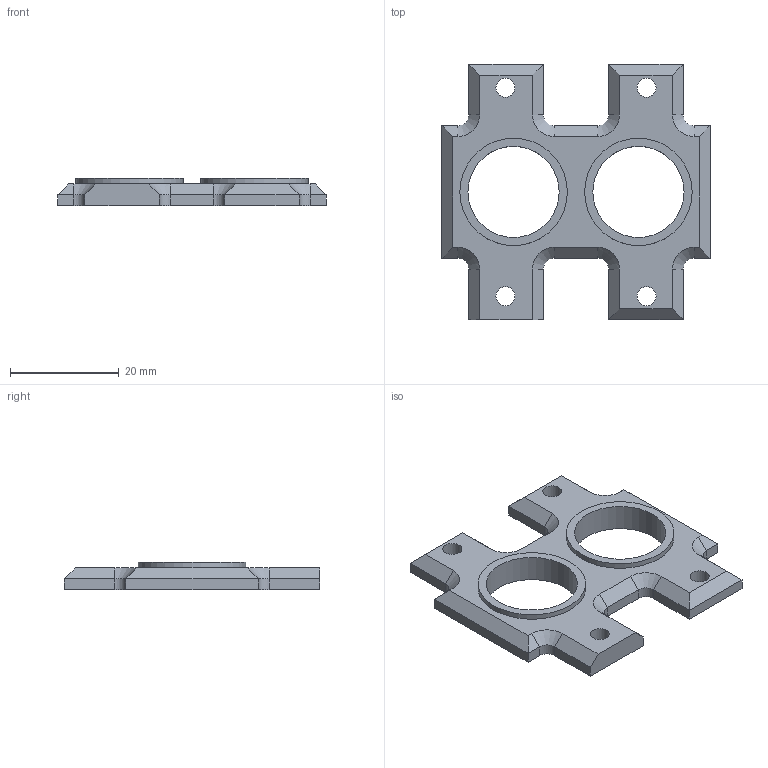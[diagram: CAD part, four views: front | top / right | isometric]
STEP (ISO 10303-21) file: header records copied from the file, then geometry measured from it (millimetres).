
FILE_DESCRIPTION(/* description */ (''),/* implementation_level */ '2;1');
FILE_NAME(/* name */ 'ODM_SERVO_HOLDER.stp',/* time_stamp */ '2024-10-19T10:57:41-05:00',/* author */ ('yulio'),/* organization */ (''),/* preprocessor_version */ 'ST-DEVELOPER v20',/* originating_system */ 'Autodesk Inventor 2024',/* authorisation */ '');
FILE_SCHEMA (('AUTOMOTIVE_DESIGN { 1 0 10303 214 3 1 1 }'));
Length unit declared in the file: millimetre
Products named in the file (1): sujetadorSensor1Laterales
Bounding box: 49.4 x 47 x 5 mm (x, y, z)
Volume: 5155.2 mm3; surface area: 4191.6 mm2
Topology: 1 solids, 1 shells, 67 faces, 163 edges, 100 vertices
Faces by surface type: plane 43, cylinder 16, cone 8
Full cylindrical faces by diameter (mm): 3.5 x4, 16.8 x2, 19.8 x2
Entity records: 1996 total; most frequent: DIRECTION 339, CARTESIAN_POINT 331, ORIENTED_EDGE 326, EDGE_CURVE 163, LINE 123, VECTOR 123, AXIS2_PLACEMENT_3D 108, VERTEX_POINT 100
